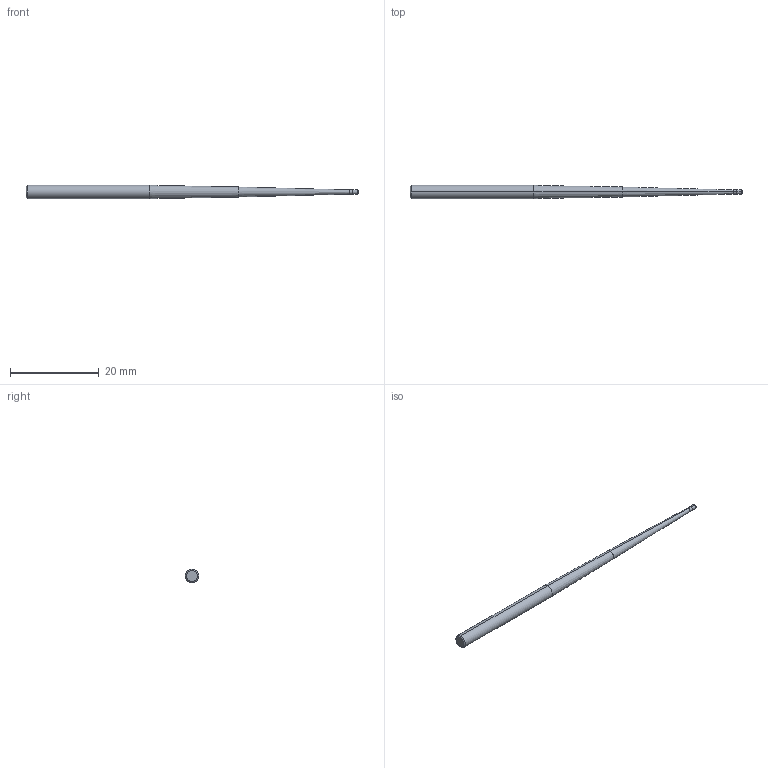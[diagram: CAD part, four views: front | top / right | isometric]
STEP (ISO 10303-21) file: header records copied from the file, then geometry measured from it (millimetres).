
FILE_DESCRIPTION((''),'2;1');
FILE_NAME('5236131001_ASM','2019-09-16T10:40:47',('schmidtst'),(''),'CREO PARAMETRIC BY PTC INC, 2018400','CREO PARAMETRIC BY PTC INC, 2018400','');
FILE_SCHEMA(('AUTOMOTIVE_DESIGN { 1 0 10303 214 1 1 1 1 }'));
Length unit declared in the file: millimetre
Products named in the file (3): 5236131001NC; 5236131001C; 5236131001_ASM
Assembly tree (2 placements, depth 2):
  5236131001_ASM
    5236131001NC
    5236131001C
Bounding box: 75 x 3 x 3 mm (x, y, z)
Volume: 361.8 mm3; surface area: 569.1 mm2
Topology: 2 solids, 2 shells, 18 faces, 35 edges, 22 vertices
Faces by surface type: cylinder 6, cone 6, plane 4, torus 2
Entity records: 1690 total; most frequent: DIRECTION 172, PROPERTY_DEFINITION 135, REPRESENTATION 133, PROPERTY_DEFINITION_REPRESENTATION 133, CARTESIAN_POINT 123, DESCRIPTIVE_REPRESENTATION_ITEM 86, GENERAL_PROPERTY 83, GENERAL_PROPERTY_ASSOCIATION 83
